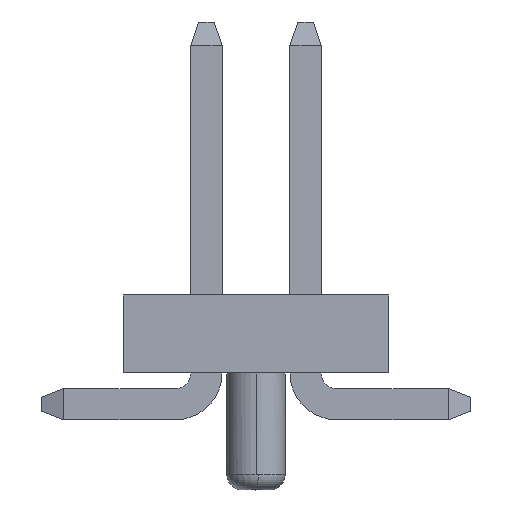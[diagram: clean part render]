
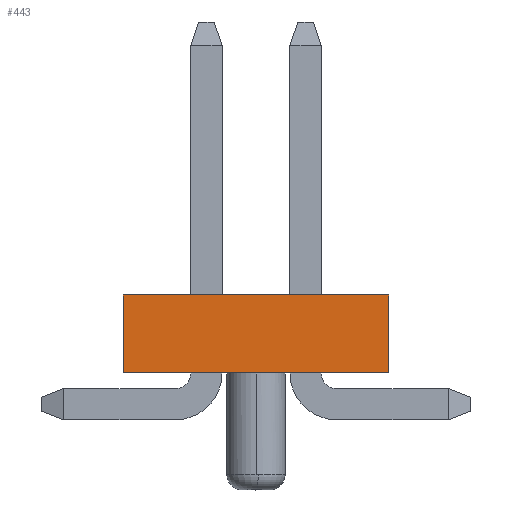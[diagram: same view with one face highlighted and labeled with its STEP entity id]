
A CAD part, left-side view. The second image highlights one B-rep face of the part: STEP entity #443.
In plain terms, the highlighted planar face has unit normal (-1, 0, 0).
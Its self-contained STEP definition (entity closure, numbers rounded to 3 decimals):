
#443=ADVANCED_FACE('',(#1316),#1317,.T.);
#1316=FACE_OUTER_BOUND('',#2614,.T.);
#1317=PLANE('',#2615);
#2614=EDGE_LOOP('',(#3973,#3974,#3975,#3976));
#2615=AXIS2_PLACEMENT_3D('',#3977,#3978,#3979);
#3973=ORIENTED_EDGE('',*,*,#7458,.T.);
#3974=ORIENTED_EDGE('',*,*,#7547,.T.);
#3975=ORIENTED_EDGE('',*,*,#7548,.F.);
#3976=ORIENTED_EDGE('',*,*,#7549,.F.);
#3977=CARTESIAN_POINT('',(0.0,3.4,0.0));
#3978=DIRECTION('',(-1.0,0.0,0.0));
#3979=DIRECTION('',(0.0,0.0,1.0));
#7458=EDGE_CURVE('',#8831,#8832,#8833,.T.);
#7547=EDGE_CURVE('',#8832,#9008,#9009,.T.);
#7548=EDGE_CURVE('',#9010,#9008,#9011,.T.);
#7549=EDGE_CURVE('',#8831,#9010,#9012,.T.);
#8831=VERTEX_POINT('',#10788);
#8832=VERTEX_POINT('',#10789);
#8833=LINE('',#10790,#10791);
#9008=VERTEX_POINT('',#11049);
#9009=LINE('',#11050,#11051);
#9010=VERTEX_POINT('',#11052);
#9011=LINE('',#11053,#11054);
#9012=LINE('',#11055,#11056);
#10788=CARTESIAN_POINT('',(0.0,3.4,0.0));
#10789=CARTESIAN_POINT('',(0.0,0.0,0.0));
#10790=CARTESIAN_POINT('',(0.0,3.4,0.0));
#10791=VECTOR('',#13600,3.4);
#11049=CARTESIAN_POINT('',(0.0,0.0,1.0));
#11050=CARTESIAN_POINT('',(0.0,0.0,0.0));
#11051=VECTOR('',#13696,1.0);
#11052=CARTESIAN_POINT('',(0.0,3.4,1.0));
#11053=CARTESIAN_POINT('',(0.0,3.4,1.0));
#11054=VECTOR('',#13697,3.4);
#11055=CARTESIAN_POINT('',(0.0,3.4,0.0));
#11056=VECTOR('',#13698,1.0);
#13600=DIRECTION('',(0.0,-1.0,0.0));
#13696=DIRECTION('',(0.0,0.0,1.0));
#13697=DIRECTION('',(0.0,-1.0,0.0));
#13698=DIRECTION('',(0.0,0.0,1.0));
